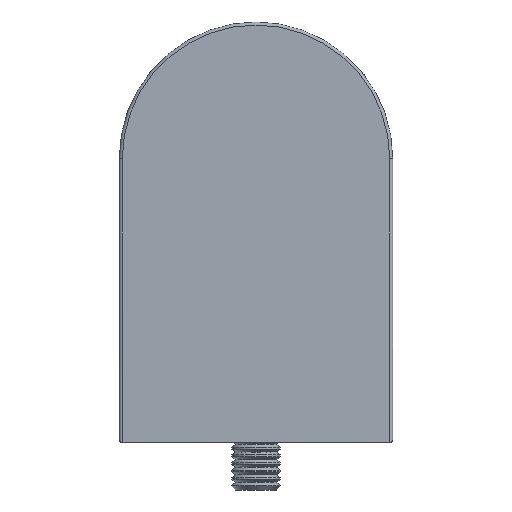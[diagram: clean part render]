
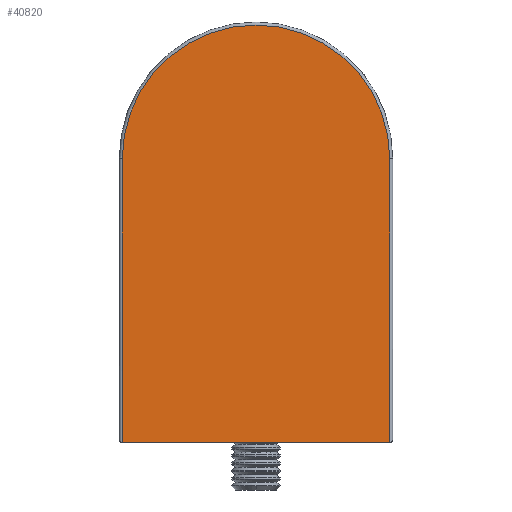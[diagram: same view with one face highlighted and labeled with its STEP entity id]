
A CAD part, left-side view. The second image highlights one B-rep face of the part: STEP entity #40820.
In plain terms, the highlighted planar face has unit normal (-1, 0, 0).
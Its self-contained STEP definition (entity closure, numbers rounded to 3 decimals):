
#1395 = DIRECTION ( 'NONE',  ( -1., 0., 0. ) ) ;
#8754 = LINE ( 'NONE', #18725, #62158 ) ;
#9341 = ORIENTED_EDGE ( 'NONE', *, *, #72827, .T. ) ;
#12684 = EDGE_CURVE ( 'NONE', #45231, #66447, #20284, .T. ) ;
#12907 = CARTESIAN_POINT ( 'NONE',  ( 0., -22., 40.5 ) ) ;
#15940 = ORIENTED_EDGE ( 'NONE', *, *, #63079, .T. ) ;
#18470 = VECTOR ( 'NONE', #65540, 1000. ) ;
#18725 = CARTESIAN_POINT ( 'NONE',  ( 0., -22.5, -6.219 ) ) ;
#19652 = CARTESIAN_POINT ( 'NONE',  ( 0., 22., -6.219 ) ) ;
#20284 = LINE ( 'NONE', #70582, #48186 ) ;
#27187 = DIRECTION ( 'NONE',  ( 0., 0., -1. ) ) ;
#28143 = AXIS2_PLACEMENT_3D ( 'NONE', #40779, #1395, #73524 ) ;
#32739 = DIRECTION ( 'NONE',  ( 0., 0., -1. ) ) ;
#39887 = DIRECTION ( 'NONE',  ( 1., 0., 0. ) ) ;
#40779 = CARTESIAN_POINT ( 'NONE',  ( 0., 0., 40.5 ) ) ;
#40820 = ADVANCED_FACE ( 'NONE', ( #67432 ), #85039, .F. ) ;
#41701 = EDGE_CURVE ( 'NONE', #66447, #69248, #8754, .T. ) ;
#45231 = VERTEX_POINT ( 'NONE', #81289 ) ;
#46650 = AXIS2_PLACEMENT_3D ( 'NONE', #65247, #39887, #32739 ) ;
#48186 = VECTOR ( 'NONE', #27187, 1000. ) ;
#54811 = ORIENTED_EDGE ( 'NONE', *, *, #41701, .T. ) ;
#59238 = CARTESIAN_POINT ( 'NONE',  ( 0., -22., 40.5 ) ) ;
#62158 = VECTOR ( 'NONE', #70778, 1000. ) ;
#63079 = EDGE_CURVE ( 'NONE', #65475, #45231, #73673, .T. ) ;
#64895 = CARTESIAN_POINT ( 'NONE',  ( 0., -22., -6.219 ) ) ;
#65247 = CARTESIAN_POINT ( 'NONE',  ( 0., 0., 40.5 ) ) ;
#65318 = LINE ( 'NONE', #12907, #18470 ) ;
#65475 = VERTEX_POINT ( 'NONE', #59238 ) ;
#65540 = DIRECTION ( 'NONE',  ( 0., 0., 1. ) ) ;
#66447 = VERTEX_POINT ( 'NONE', #19652 ) ;
#67432 = FACE_OUTER_BOUND ( 'NONE', #69932, .T. ) ;
#69248 = VERTEX_POINT ( 'NONE', #64895 ) ;
#69932 = EDGE_LOOP ( 'NONE', ( #54811, #9341, #15940, #75132 ) ) ;
#70582 = CARTESIAN_POINT ( 'NONE',  ( 0., 22., 40.5 ) ) ;
#70778 = DIRECTION ( 'NONE',  ( 0., -1., 0. ) ) ;
#72827 = EDGE_CURVE ( 'NONE', #69248, #65475, #65318, .T. ) ;
#73524 = DIRECTION ( 'NONE',  ( 0., 0., -1. ) ) ;
#73673 = CIRCLE ( 'NONE', #28143, 22. ) ;
#75132 = ORIENTED_EDGE ( 'NONE', *, *, #12684, .T. ) ;
#81289 = CARTESIAN_POINT ( 'NONE',  ( 0., 22., 40.5 ) ) ;
#85039 = PLANE ( 'NONE',  #46650 ) ;
